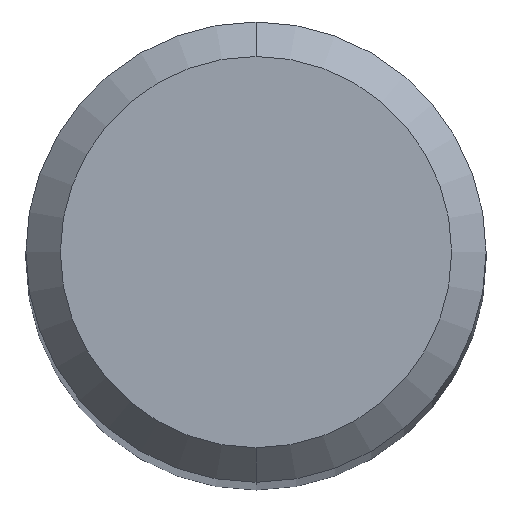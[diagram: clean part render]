
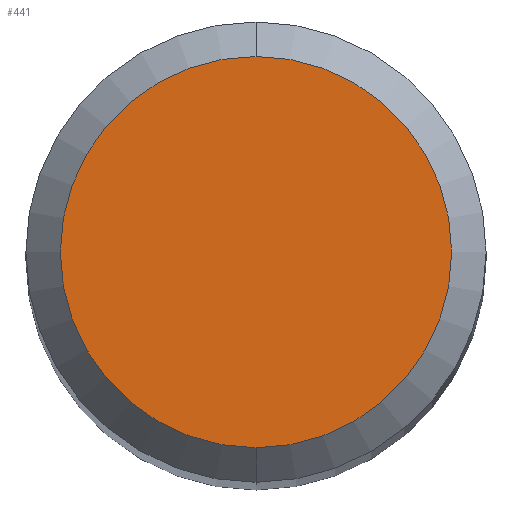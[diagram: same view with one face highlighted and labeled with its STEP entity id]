
A CAD part, top view. The second image highlights one B-rep face of the part: STEP entity #441.
In plain terms, the highlighted planar face has unit normal (0, 0, 1).
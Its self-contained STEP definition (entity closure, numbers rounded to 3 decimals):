
#237=VERTEX_POINT('',#561);
#391=VERTEX_POINT('',#730);
#427=EDGE_CURVE('',#391,#237,#771,.T.);
#441=ADVANCED_FACE('',(#785),#786,.T.);
#465=EDGE_CURVE('',#237,#391,#810,.T.);
#561=CARTESIAN_POINT('',(0.,-1.7,0.0));
#730=CARTESIAN_POINT('',(0.0,1.7,0.0));
#771=CIRCLE('',#1389,1.7);
#785=FACE_OUTER_BOUND('',#1406,.T.);
#786=PLANE('',#1407);
#810=CIRCLE('',#1444,1.7);
#1389=AXIS2_PLACEMENT_3D('',#1819,#1820,#1821);
#1406=EDGE_LOOP('',(#1827,#1828));
#1407=AXIS2_PLACEMENT_3D('',#1829,#1830,#1831);
#1444=AXIS2_PLACEMENT_3D('',#1843,#1844,#1845);
#1819=CARTESIAN_POINT('',(0.0,0.0,0.0));
#1820=DIRECTION('',(0.0,0.0,-1.0));
#1821=DIRECTION('',(0.0,1.0,0.0));
#1827=ORIENTED_EDGE('',*,*,#427,.F.);
#1828=ORIENTED_EDGE('',*,*,#465,.F.);
#1829=CARTESIAN_POINT('',(0.0,0.85,0.0));
#1830=DIRECTION('',(-0.0,0.0,1.0));
#1831=DIRECTION('',(0.0,-1.0,0.0));
#1843=CARTESIAN_POINT('',(0.0,0.0,0.0));
#1844=DIRECTION('',(0.0,0.0,-1.0));
#1845=DIRECTION('',(0.0,1.0,0.0));
